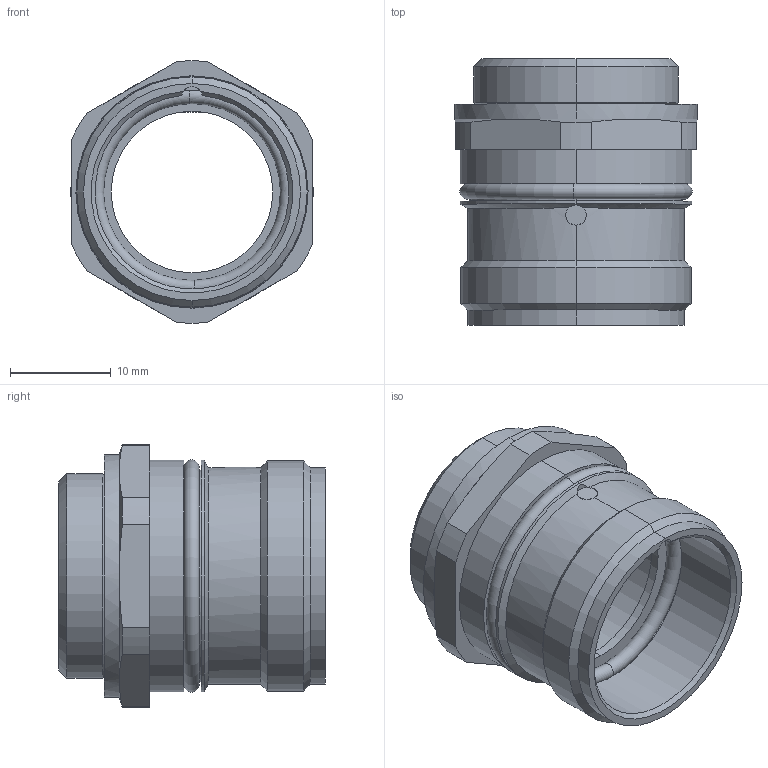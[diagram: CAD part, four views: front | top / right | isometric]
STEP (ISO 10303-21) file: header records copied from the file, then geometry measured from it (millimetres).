
FILE_DESCRIPTION((''),'2;1');
FILE_NAME('8-1','2017-08-05T',('ch.chen'),(''),'PRO/ENGINEER BY PARAMETRIC TECHNOLOGY CORPORATION, 2012480','PRO/ENGINEER BY PARAMETRIC TECHNOLOGY CORPORATION, 2012480','');
FILE_SCHEMA(('AUTOMOTIVE_DESIGN { 1 0 10303 214 1 1 1 1 }'));
Length unit declared in the file: millimetre
Products named in the file (1): 8-1
Bounding box: 24 x 26.4 x 25.98 mm (x, y, z)
Volume: 3765.7 mm3; surface area: 4757.5 mm2
Topology: 1 solids, 1 shells, 126 faces, 300 edges, 184 vertices
Faces by surface type: cylinder 54, plane 36, cone 32, torus 4
Entity records: 4132 total; most frequent: CARTESIAN_POINT 1011, DIRECTION 656, ORIENTED_EDGE 600, EDGE_CURVE 300, AXIS2_PLACEMENT_3D 272, VERTEX_POINT 184, CIRCLE 146, EDGE_LOOP 136
